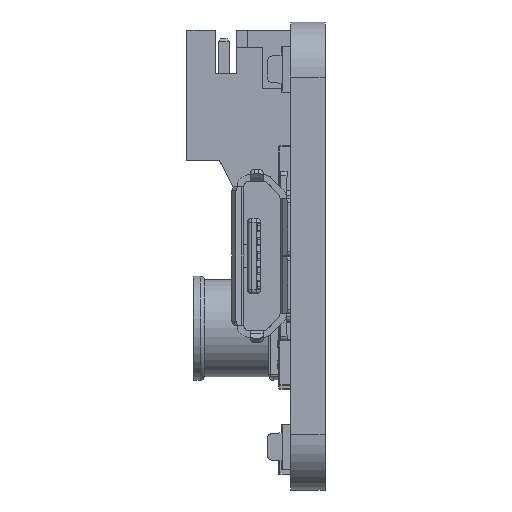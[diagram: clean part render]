
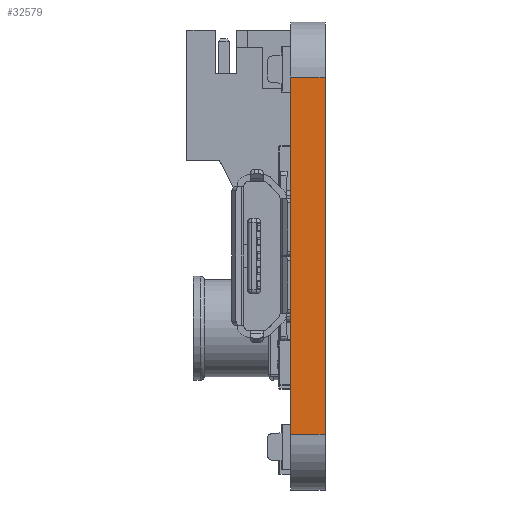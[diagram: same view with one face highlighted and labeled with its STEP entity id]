
A CAD part, left-side view. The second image highlights one B-rep face of the part: STEP entity #32579.
In plain terms, the highlighted planar face has unit normal (-1, 0, 0).
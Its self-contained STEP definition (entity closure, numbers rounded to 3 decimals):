
#3751=FACE_OUTER_BOUND('',#5597,.T.);
#5597=EDGE_LOOP('',(#28143,#28144,#28145,#28146));
#9163=LINE('',#54053,#12562);
#9164=LINE('',#54055,#12563);
#9165=LINE('',#54057,#12564);
#9166=LINE('',#54058,#12565);
#12562=VECTOR('',#44425,10.);
#12563=VECTOR('',#44426,10.);
#12564=VECTOR('',#44427,10.);
#12565=VECTOR('',#44428,10.);
#15444=VERTEX_POINT('',#54051);
#15445=VERTEX_POINT('',#54052);
#15446=VERTEX_POINT('',#54054);
#15447=VERTEX_POINT('',#54056);
#19849=EDGE_CURVE('',#15444,#15445,#9163,.T.);
#19850=EDGE_CURVE('',#15445,#15446,#9164,.T.);
#19851=EDGE_CURVE('',#15447,#15446,#9165,.T.);
#19852=EDGE_CURVE('',#15444,#15447,#9166,.T.);
#28143=ORIENTED_EDGE('',*,*,#19849,.T.);
#28144=ORIENTED_EDGE('',*,*,#19850,.T.);
#28145=ORIENTED_EDGE('',*,*,#19851,.F.);
#28146=ORIENTED_EDGE('',*,*,#19852,.F.);
#29941=PLANE('',#35496);
#32579=ADVANCED_FACE('',(#3751),#29941,.T.);
#35496=AXIS2_PLACEMENT_3D('',#54050,#44423,#44424);
#44423=DIRECTION('center_axis',(-1.,0.,0.));
#44424=DIRECTION('ref_axis',(0.,0.,1.));
#44425=DIRECTION('',(0.,0.,1.));
#44426=DIRECTION('',(0.,1.,0.));
#44427=DIRECTION('',(0.,0.,1.));
#44428=DIRECTION('',(0.,1.,0.));
#54050=CARTESIAN_POINT('Origin',(0.,0.,-19.05));
#54051=CARTESIAN_POINT('',(0.,0.,-19.05));
#54052=CARTESIAN_POINT('',(0.,0.,-2.54));
#54053=CARTESIAN_POINT('',(0.,0.,-19.05));
#54054=CARTESIAN_POINT('',(0.,1.58,-2.54));
#54055=CARTESIAN_POINT('',(0.,0.,-2.54));
#54056=CARTESIAN_POINT('',(0.,1.58,-19.05));
#54057=CARTESIAN_POINT('',(0.,1.58,-19.05));
#54058=CARTESIAN_POINT('',(0.,0.,-19.05));
